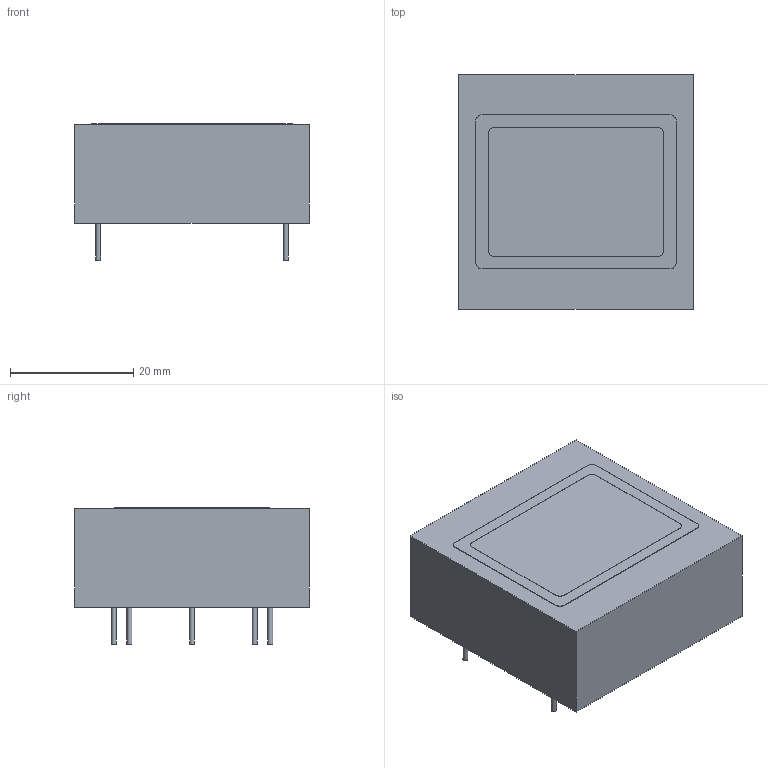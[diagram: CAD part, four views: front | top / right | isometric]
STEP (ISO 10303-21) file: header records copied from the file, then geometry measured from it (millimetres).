
FILE_DESCRIPTION(/* description */ (''),/* implementation_level */ '2;1');
FILE_NAME(/* name */ 'DCDC_EMCO_G04CT.stp',/* time_stamp */ '2015-09-02T09:07:13+02:00',/* author */ ('bcivel'),/* organization */ (''),/* preprocessor_version */ 'ST-DEVELOPER v15.5',/* originating_system */ 'AutoCAD Mechanical',/* authorisation */ '');
FILE_SCHEMA (('AUTOMOTIVE_DESIGN { 1 0 10303 214 3 1 1 }'));
Length unit declared in the file: millimetre
Products named in the file (1): Product
Bounding box: 38.1 x 38.1 x 22.1 mm (x, y, z)
Volume: 23322 mm3; surface area: 7076.1 mm2
Topology: 8 solids, 8 shells, 49 faces, 99 edges, 66 vertices
Faces by surface type: plane 32, cylinder 17
Full cylindrical faces by diameter (mm): 0.8 x5
Entity records: 1305 total; most frequent: DIRECTION 228, CARTESIAN_POINT 210, ORIENTED_EDGE 188, EDGE_CURVE 94, AXIS2_PLACEMENT_3D 84, VERTEX_POINT 66, LINE 60, VECTOR 60
